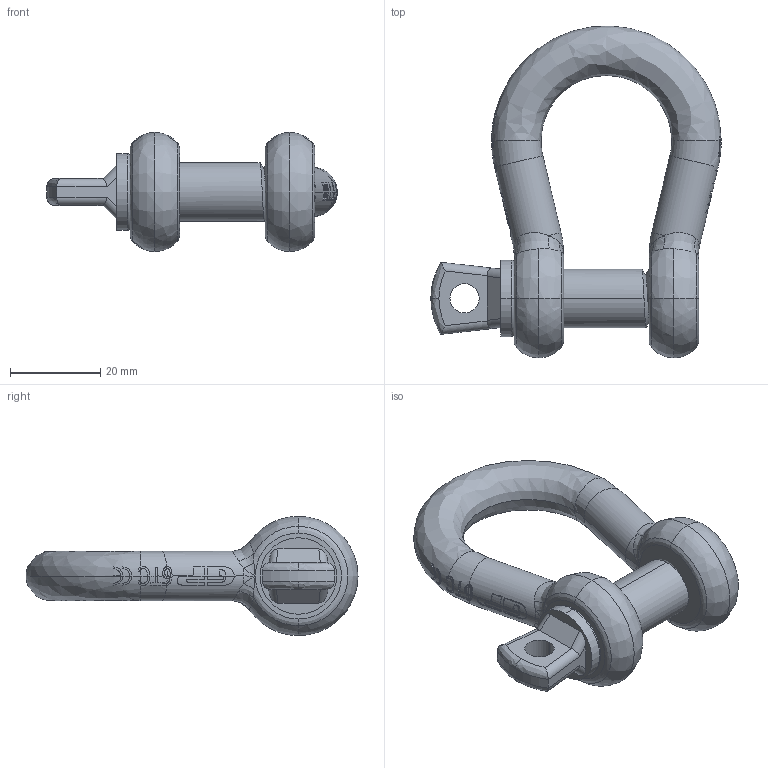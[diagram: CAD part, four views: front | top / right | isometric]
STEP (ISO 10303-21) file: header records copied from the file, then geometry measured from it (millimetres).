
FILE_DESCRIPTION (( 'STEP AP203' ), '1' );
FILE_NAME ('GPGHBB11.step', '2009-08-07T09:47:52', ( '.' ), ( '.' ), 'SwSTEP 2.0', 'SolidWorks 2009', '' );
FILE_SCHEMA (( 'CONFIG_CONTROL_DESIGN' ));
Length unit declared in the file: millimetre
Products named in the file (3): GPGHBB11; 1,5_2; 1,5_1
Assembly tree (2 placements, depth 2):
  GPGHBB11
    1,5_2
    1,5_1
Bounding box: 64.5 x 73.74 x 26.5 mm (x, y, z)
Volume: 25304.2 mm3; surface area: 10754.5 mm2
Topology: 2 solids, 2 shells, 356 faces, 997 edges, 632 vertices
Faces by surface type: bspline 158, plane 109, cylinder 84, cone 3, torus 2
Entity records: 20557 total; most frequent: CARTESIAN_POINT 12710, ORIENTED_EDGE 1962, DIRECTION 1055, EDGE_CURVE 981, VERTEX_POINT 632, B_SPLINE_CURVE_WITH_KNOTS 384, AXIS2_PLACEMENT_3D 371, EDGE_LOOP 365
